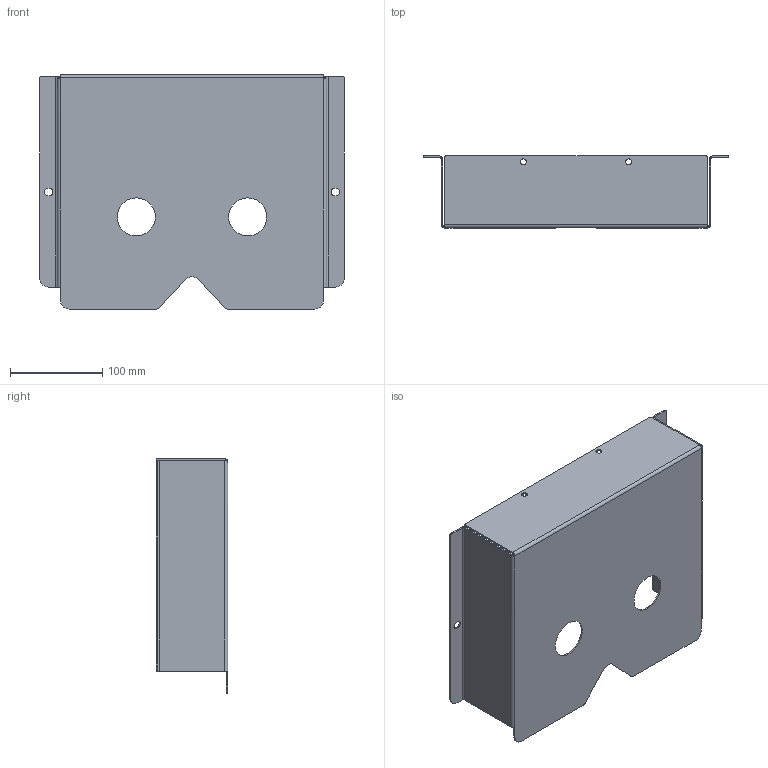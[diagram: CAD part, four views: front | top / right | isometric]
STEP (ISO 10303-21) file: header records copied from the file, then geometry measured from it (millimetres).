
FILE_DESCRIPTION (( 'STEP AP203' ), '1' );
FILE_NAME ('SCE-PP101203.step', '2021-02-09T22:31:22', ( 'ADC123' ), ( 'Microsoft' ), 'SwSTEP 2.0', 'SolidWorks 2019', '' );
FILE_SCHEMA (( 'CONFIG_CONTROL_DESIGN' ));
Length unit declared in the file: inch
Products named in the file (1): SCE-PP101203
Bounding box: 330.33 x 77.72 x 254 mm (x, y, z)
Volume: 203923.4 mm3; surface area: 270647.3 mm2
Topology: 1 solids, 1 shells, 84 faces, 206 edges, 124 vertices
Faces by surface type: plane 49, cylinder 33, bspline 2
Entity records: 2667 total; most frequent: CARTESIAN_POINT 553, DIRECTION 438, ORIENTED_EDGE 412, EDGE_CURVE 206, AXIS2_PLACEMENT_3D 153, LINE 132, VECTOR 132, VERTEX_POINT 124
